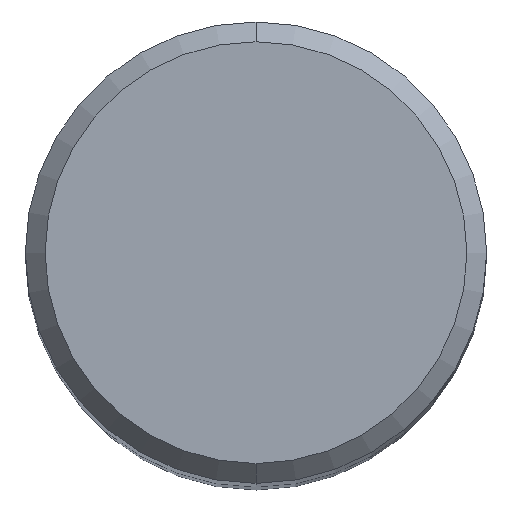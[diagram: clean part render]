
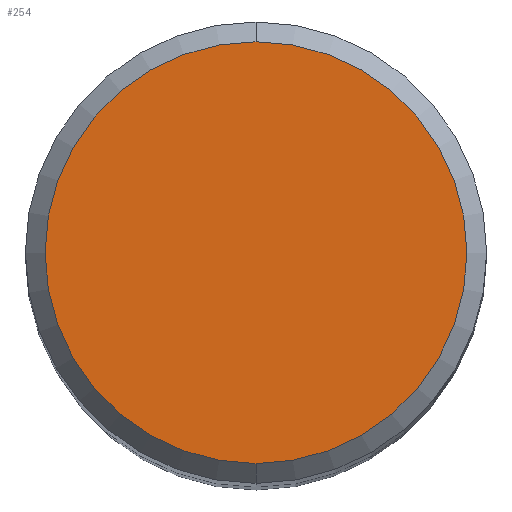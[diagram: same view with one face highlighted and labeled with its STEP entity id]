
A CAD part, top view. The second image highlights one B-rep face of the part: STEP entity #254.
In plain terms, the highlighted planar face has unit normal (0, 0, 1).
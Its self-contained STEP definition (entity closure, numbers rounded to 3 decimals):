
#242=VERTEX_POINT('',#548);
#254=ADVANCED_FACE('',(#561),#562,.T.);
#280=EDGE_CURVE('',#242,#310,#590,.T.);
#310=VERTEX_POINT('',#622);
#338=EDGE_CURVE('',#310,#242,#652,.T.);
#548=CARTESIAN_POINT('',(0.0,6.4,0.0));
#561=FACE_OUTER_BOUND('',#1032,.T.);
#562=PLANE('',#1033);
#590=CIRCLE('',#1070,6.4);
#622=CARTESIAN_POINT('',(0.,-6.4,0.0));
#652=CIRCLE('',#1212,6.4);
#1032=EDGE_LOOP('',(#1575,#1576));
#1033=AXIS2_PLACEMENT_3D('',#1577,#1578,#1579);
#1070=AXIS2_PLACEMENT_3D('',#1606,#1607,#1608);
#1212=AXIS2_PLACEMENT_3D('',#1665,#1666,#1667);
#1575=ORIENTED_EDGE('',*,*,#280,.F.);
#1576=ORIENTED_EDGE('',*,*,#338,.F.);
#1577=CARTESIAN_POINT('',(0.0,3.2,0.0));
#1578=DIRECTION('',(-0.0,0.0,1.0));
#1579=DIRECTION('',(0.0,-1.0,0.0));
#1606=CARTESIAN_POINT('',(0.0,0.0,0.0));
#1607=DIRECTION('',(0.0,0.0,-1.0));
#1608=DIRECTION('',(0.0,1.0,0.0));
#1665=CARTESIAN_POINT('',(0.0,0.0,0.0));
#1666=DIRECTION('',(0.0,0.0,-1.0));
#1667=DIRECTION('',(0.0,1.0,0.0));
